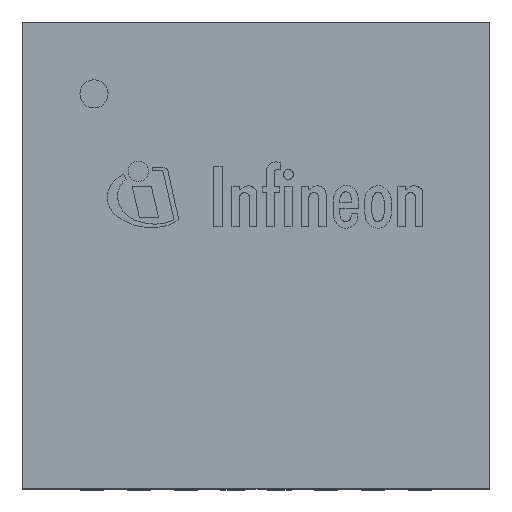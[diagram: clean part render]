
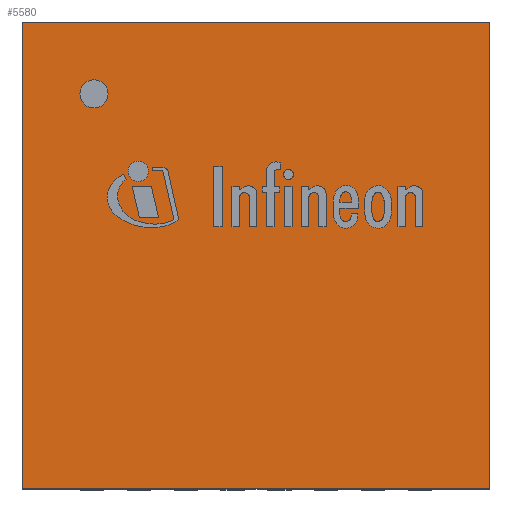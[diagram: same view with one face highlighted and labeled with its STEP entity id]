
A CAD part, top view. The second image highlights one B-rep face of the part: STEP entity #5580.
In plain terms, the highlighted planar face has unit normal (0, 0, 1).
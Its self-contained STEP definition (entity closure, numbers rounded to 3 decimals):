
#168=LINE('',#7950,#837);
#171=LINE('',#7956,#840);
#174=LINE('',#7962,#843);
#177=LINE('',#7966,#846);
#837=VECTOR('',#6423,1.);
#840=VECTOR('',#6428,1.);
#843=VECTOR('',#6433,1.);
#846=VECTOR('',#6438,1.);
#1510=PLANE('',#5990);
#1804=FACE_BOUND('',#2181,.T.);
#1819=FACE_OUTER_BOUND('',#2180,.T.);
#2180=EDGE_LOOP('',(#3971,#3972,#3973,#3974));
#2181=EDGE_LOOP('',(#3975));
#2541=CIRCLE('',#5982,0.15);
#2627=VERTEX_POINT('',#7938);
#2631=VERTEX_POINT('',#7947);
#2632=VERTEX_POINT('',#7949);
#2634=VERTEX_POINT('',#7955);
#2636=VERTEX_POINT('',#7961);
#3157=EDGE_CURVE('',#2627,#2627,#2541,.T.);
#3161=EDGE_CURVE('',#2632,#2631,#168,.T.);
#3164=EDGE_CURVE('',#2634,#2632,#171,.T.);
#3167=EDGE_CURVE('',#2636,#2634,#174,.T.);
#3170=EDGE_CURVE('',#2631,#2636,#177,.T.);
#3971=ORIENTED_EDGE('',*,*,#3170,.T.);
#3972=ORIENTED_EDGE('',*,*,#3167,.T.);
#3973=ORIENTED_EDGE('',*,*,#3164,.T.);
#3974=ORIENTED_EDGE('',*,*,#3161,.T.);
#3975=ORIENTED_EDGE('',*,*,#3157,.T.);
#5580=ADVANCED_FACE('',(#1819,#1804),#1510,.T.);
#5982=AXIS2_PLACEMENT_3D('',#7939,#6413,#6414);
#5990=AXIS2_PLACEMENT_3D('',#7968,#6441,#6442);
#6413=DIRECTION('center_axis',(0.,0.,-1.));
#6414=DIRECTION('ref_axis',(-1.,0.,0.));
#6423=DIRECTION('',(0.,1.,0.));
#6428=DIRECTION('',(1.,0.,0.));
#6433=DIRECTION('',(0.,-1.,0.));
#6438=DIRECTION('',(-1.,0.,0.));
#6441=DIRECTION('center_axis',(0.,0.,1.));
#6442=DIRECTION('ref_axis',(1.,0.,0.));
#7938=CARTESIAN_POINT('',(-1.581,1.731,0.9));
#7939=CARTESIAN_POINT('Origin',(-1.731,1.731,0.9));
#7947=CARTESIAN_POINT('',(2.49,2.49,0.9));
#7949=CARTESIAN_POINT('',(2.49,-2.49,0.9));
#7950=CARTESIAN_POINT('',(2.49,2.49,0.9));
#7955=CARTESIAN_POINT('',(-2.49,-2.49,0.9));
#7956=CARTESIAN_POINT('',(2.49,-2.49,0.9));
#7961=CARTESIAN_POINT('',(-2.49,2.49,0.9));
#7962=CARTESIAN_POINT('',(-2.49,-2.49,0.9));
#7966=CARTESIAN_POINT('',(-2.49,2.49,0.9));
#7968=CARTESIAN_POINT('Origin',(0.,0.,0.9));
